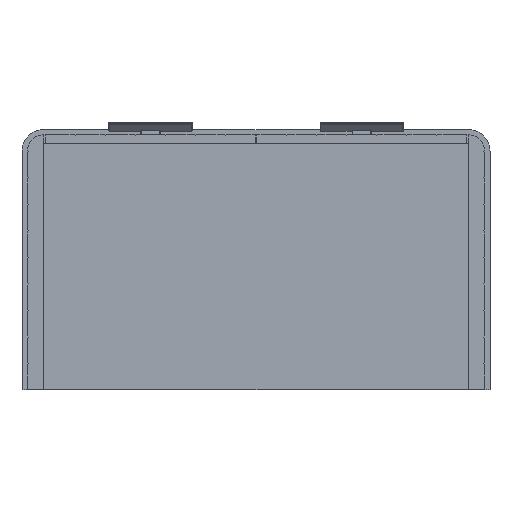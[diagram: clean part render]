
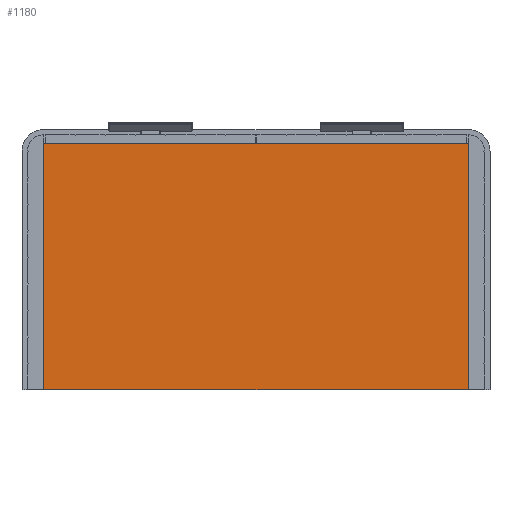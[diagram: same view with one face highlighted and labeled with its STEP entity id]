
A CAD part, front view. The second image highlights one B-rep face of the part: STEP entity #1180.
In plain terms, the highlighted planar face has unit normal (0, -1, 0).
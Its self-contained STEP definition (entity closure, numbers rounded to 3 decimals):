
#113 = DIRECTION ( 'NONE',  ( 1., 0., 0. ) ) ;
#127 = CARTESIAN_POINT ( 'NONE',  ( 408., 0., 1374.142 ) ) ;
#169 = PLANE ( 'NONE',  #4778 ) ;
#234 = LINE ( 'NONE', #3537, #4115 ) ;
#254 = CARTESIAN_POINT ( 'NONE',  ( -408., 0., 474. ) ) ;
#566 = LINE ( 'NONE', #1895, #4985 ) ;
#660 = ORIENTED_EDGE ( 'NONE', *, *, #1153, .T. ) ;
#661 = DIRECTION ( 'NONE',  ( -1., 0., 0. ) ) ;
#680 = FACE_OUTER_BOUND ( 'NONE', #3162, .T. ) ;
#789 = ORIENTED_EDGE ( 'NONE', *, *, #5114, .F. ) ;
#1153 = EDGE_CURVE ( 'NONE', #4974, #1980, #4955, .T. ) ;
#1180 = ADVANCED_FACE ( 'NONE', ( #680 ), #169, .T. ) ;
#1625 = CARTESIAN_POINT ( 'NONE',  ( -408., 0., 1374.142 ) ) ;
#1837 = LINE ( 'NONE', #1625, #3588 ) ;
#1895 = CARTESIAN_POINT ( 'NONE',  ( 408., 0., 0. ) ) ;
#1980 = VERTEX_POINT ( 'NONE', #254 ) ;
#2258 = DIRECTION ( 'NONE',  ( 0., -1., 0. ) ) ;
#2371 = ORIENTED_EDGE ( 'NONE', *, *, #2869, .F. ) ;
#2650 = CARTESIAN_POINT ( 'NONE',  ( -408., 0., 0. ) ) ;
#2869 = EDGE_CURVE ( 'NONE', #4974, #3303, #234, .T. ) ;
#3093 = CARTESIAN_POINT ( 'NONE',  ( 408., 0., 0. ) ) ;
#3129 = CARTESIAN_POINT ( 'NONE',  ( 408., 0., 474. ) ) ;
#3162 = EDGE_LOOP ( 'NONE', ( #2371, #660, #4224, #789 ) ) ;
#3303 = VERTEX_POINT ( 'NONE', #3093 ) ;
#3537 = CARTESIAN_POINT ( 'NONE',  ( 408., 0., 1374.142 ) ) ;
#3588 = VECTOR ( 'NONE', #4262, 1000. ) ;
#3812 = VECTOR ( 'NONE', #4424, 1000. ) ;
#4115 = VECTOR ( 'NONE', #5250, 1000. ) ;
#4224 = ORIENTED_EDGE ( 'NONE', *, *, #4434, .T. ) ;
#4262 = DIRECTION ( 'NONE',  ( 0., 0., -1. ) ) ;
#4424 = DIRECTION ( 'NONE',  ( -1., 0., 0. ) ) ;
#4434 = EDGE_CURVE ( 'NONE', #1980, #4700, #1837, .T. ) ;
#4700 = VERTEX_POINT ( 'NONE', #2650 ) ;
#4778 = AXIS2_PLACEMENT_3D ( 'NONE', #127, #2258, #113 ) ;
#4955 = LINE ( 'NONE', #5278, #3812 ) ;
#4974 = VERTEX_POINT ( 'NONE', #3129 ) ;
#4985 = VECTOR ( 'NONE', #661, 1000. ) ;
#5114 = EDGE_CURVE ( 'NONE', #3303, #4700, #566, .T. ) ;
#5250 = DIRECTION ( 'NONE',  ( 0., 0., -1. ) ) ;
#5278 = CARTESIAN_POINT ( 'NONE',  ( 408., 0., 474. ) ) ;
